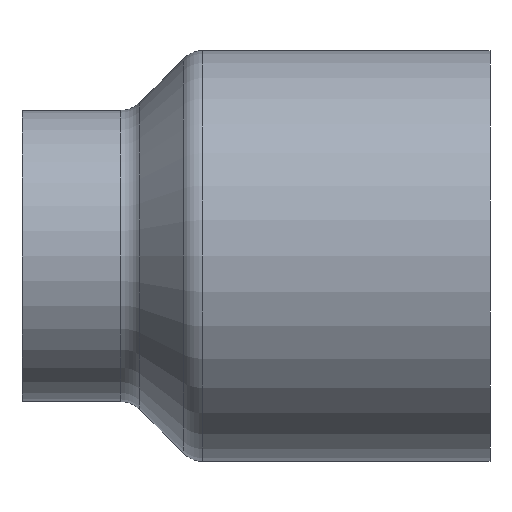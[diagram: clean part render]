
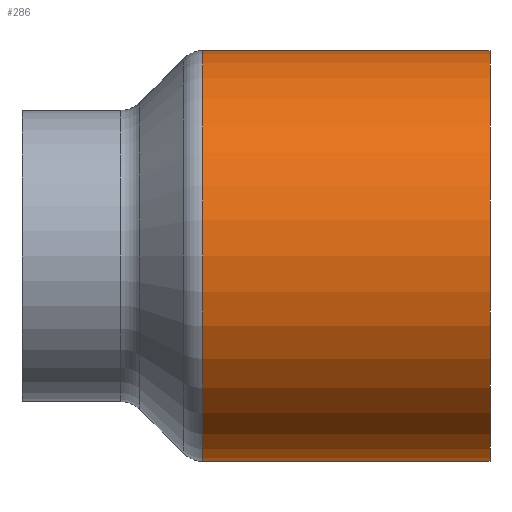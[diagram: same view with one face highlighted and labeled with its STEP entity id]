
A CAD part, left-side view. The second image highlights one B-rep face of the part: STEP entity #286.
In plain terms, the highlighted cylindrical face has radius 19.75 mm (diameter 39.5 mm), a partial arc.
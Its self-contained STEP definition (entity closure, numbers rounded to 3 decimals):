
#282 = VERTEX_POINT ( 'NONE', #642 ) ;
#283 = VERTEX_POINT ( 'NONE', #641 ) ;
#286 = ADVANCED_FACE ( 'NONE', ( #752 ), #751, .T. ) ;
#287 = EDGE_LOOP ( 'NONE', ( #313, #314, #316, #317 ) ) ;
#313 = ORIENTED_EDGE ( 'NONE', *, *, #336, .F. ) ;
#314 = ORIENTED_EDGE ( 'NONE', *, *, #315, .T. ) ;
#315 = EDGE_CURVE ( 'NONE', #283, #282, #691, .T. ) ;
#316 = ORIENTED_EDGE ( 'NONE', *, *, #342, .T. ) ;
#317 = ORIENTED_EDGE ( 'NONE', *, *, #318, .F. ) ;
#318 = EDGE_CURVE ( 'NONE', #337, #340, #686, .T. ) ;
#336 = EDGE_CURVE ( 'NONE', #283, #337, #619, .T. ) ;
#337 = VERTEX_POINT ( 'NONE', #615 ) ;
#340 = VERTEX_POINT ( 'NONE', #609 ) ;
#342 = EDGE_CURVE ( 'NONE', #282, #340, #608, .T. ) ;
#605 = DIRECTION ( 'NONE',  ( 0., -1., 0. ) ) ;
#606 = VECTOR ( 'NONE', #605, 1000. ) ;
#607 = CARTESIAN_POINT ( 'NONE',  ( 0., 0., -19.75 ) ) ;
#608 = LINE ( 'NONE', #607, #606 ) ;
#609 = CARTESIAN_POINT ( 'NONE',  ( 0., 0., -19.75 ) ) ;
#615 = CARTESIAN_POINT ( 'NONE',  ( 0., 0., 19.75 ) ) ;
#616 = DIRECTION ( 'NONE',  ( 0., -1., 0. ) ) ;
#617 = VECTOR ( 'NONE', #616, 1000. ) ;
#618 = CARTESIAN_POINT ( 'NONE',  ( 0., 0., 19.75 ) ) ;
#619 = LINE ( 'NONE', #618, #617 ) ;
#641 = CARTESIAN_POINT ( 'NONE',  ( 0., 27.609, 19.75 ) ) ;
#642 = CARTESIAN_POINT ( 'NONE',  ( 0., 27.609, -19.75 ) ) ;
#683 = DIRECTION ( 'NONE',  ( 0., 0., -1. ) ) ;
#684 = DIRECTION ( 'NONE',  ( 0., -1., 0. ) ) ;
#685 = AXIS2_PLACEMENT_3D ( 'NONE', #692, #684, #683 ) ;
#686 = CIRCLE ( 'NONE', #685, 19.75 ) ;
#687 = DIRECTION ( 'NONE',  ( 0., 0., 1. ) ) ;
#688 = DIRECTION ( 'NONE',  ( 0., -1., 0. ) ) ;
#689 = CARTESIAN_POINT ( 'NONE',  ( 0., 27.609, 0. ) ) ;
#690 = AXIS2_PLACEMENT_3D ( 'NONE', #689, #688, #687 ) ;
#691 = CIRCLE ( 'NONE', #690, 19.75 ) ;
#692 = CARTESIAN_POINT ( 'NONE',  ( 0., 0., 0. ) ) ;
#746 = DIRECTION ( 'NONE',  ( 0., 0., -1. ) ) ;
#747 = DIRECTION ( 'NONE',  ( 0., -1., 0. ) ) ;
#748 = CARTESIAN_POINT ( 'NONE',  ( 0., 0., 0. ) ) ;
#749 = AXIS2_PLACEMENT_3D ( 'NONE', #748, #747, #746 ) ;
#751 = CYLINDRICAL_SURFACE ( 'NONE', #749, 19.75 ) ;
#752 = FACE_OUTER_BOUND ( 'NONE', #287, .T. ) ;
